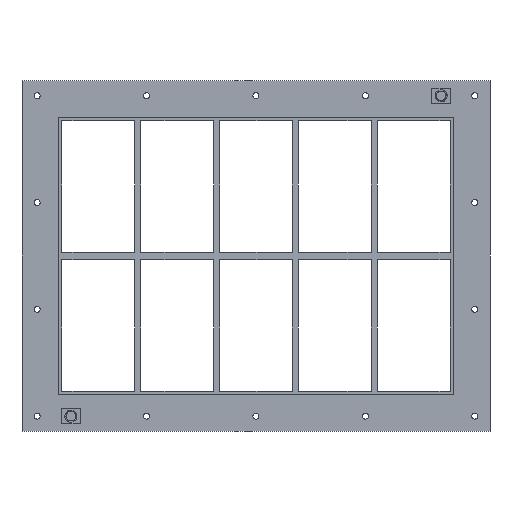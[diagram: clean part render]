
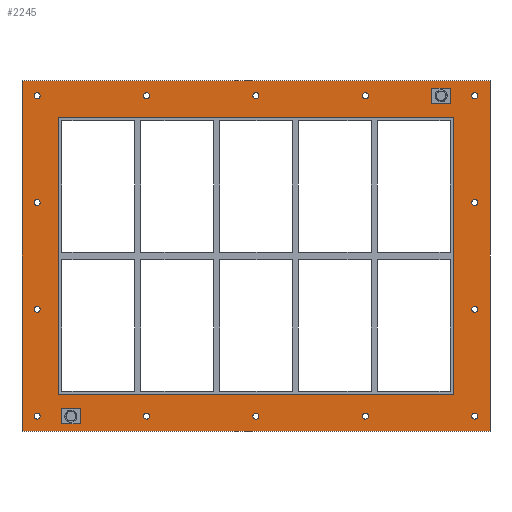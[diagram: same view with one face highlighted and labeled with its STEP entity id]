
A CAD part, front view. The second image highlights one B-rep face of the part: STEP entity #2245.
In plain terms, the highlighted planar face has unit normal (0, -1, 0).
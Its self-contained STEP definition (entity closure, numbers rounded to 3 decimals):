
#84=CARTESIAN_POINT('',(-357.25,0.0,-265.));
#85=VERTEX_POINT('',#84);
#86=CARTESIAN_POINT('',(-362.25,0.0,-265.));
#87=DIRECTION('',(0.0,1.0,0.0));
#88=DIRECTION('',(1.0,0.0,0.0));
#89=AXIS2_PLACEMENT_3D('',#86,#87,#88);
#90=CIRCLE('',#89,5.0);
#91=EDGE_CURVE('',#85,#85,#90,.T.);
#112=CARTESIAN_POINT('',(367.15,0.0,-88.3));
#113=VERTEX_POINT('',#112);
#114=CARTESIAN_POINT('',(362.15,0.0,-88.3));
#115=DIRECTION('',(0.0,1.0,0.0));
#116=DIRECTION('',(1.0,0.0,0.0));
#117=AXIS2_PLACEMENT_3D('',#114,#115,#116);
#118=CIRCLE('',#117,5.0);
#119=EDGE_CURVE('',#113,#113,#118,.T.);
#140=CARTESIAN_POINT('',(-357.25,0.0,-88.3));
#141=VERTEX_POINT('',#140);
#142=CARTESIAN_POINT('',(-362.25,0.0,-88.3));
#143=DIRECTION('',(0.0,1.0,0.0));
#144=DIRECTION('',(1.0,0.0,0.0));
#145=AXIS2_PLACEMENT_3D('',#142,#143,#144);
#146=CIRCLE('',#145,5.0);
#147=EDGE_CURVE('',#141,#141,#146,.T.);
#168=CARTESIAN_POINT('',(367.15,0.0,88.4));
#169=VERTEX_POINT('',#168);
#170=CARTESIAN_POINT('',(362.15,0.0,88.4));
#171=DIRECTION('',(0.0,1.0,0.0));
#172=DIRECTION('',(1.0,0.0,0.0));
#173=AXIS2_PLACEMENT_3D('',#170,#171,#172);
#174=CIRCLE('',#173,5.0);
#175=EDGE_CURVE('',#169,#169,#174,.T.);
#196=CARTESIAN_POINT('',(-357.25,0.0,88.4));
#197=VERTEX_POINT('',#196);
#198=CARTESIAN_POINT('',(-362.25,0.0,88.4));
#199=DIRECTION('',(0.0,1.0,0.0));
#200=DIRECTION('',(1.0,0.0,0.0));
#201=AXIS2_PLACEMENT_3D('',#198,#199,#200);
#202=CIRCLE('',#201,5.0);
#203=EDGE_CURVE('',#197,#197,#202,.T.);
#224=CARTESIAN_POINT('',(-176.15,0.0,265.1));
#225=VERTEX_POINT('',#224);
#226=CARTESIAN_POINT('',(-181.15,0.0,265.1));
#227=DIRECTION('',(0.0,1.0,0.0));
#228=DIRECTION('',(1.0,0.0,0.0));
#229=AXIS2_PLACEMENT_3D('',#226,#227,#228);
#230=CIRCLE('',#229,5.0);
#231=EDGE_CURVE('',#225,#225,#230,.T.);
#252=CARTESIAN_POINT('',(-176.15,0.0,-265.0));
#253=VERTEX_POINT('',#252);
#254=CARTESIAN_POINT('',(-181.15,0.0,-265.0));
#255=DIRECTION('',(0.0,1.0,0.0));
#256=DIRECTION('',(1.0,0.0,0.0));
#257=AXIS2_PLACEMENT_3D('',#254,#255,#256);
#258=CIRCLE('',#257,5.0);
#259=EDGE_CURVE('',#253,#253,#258,.T.);
#280=CARTESIAN_POINT('',(4.95,0.0,265.1));
#281=VERTEX_POINT('',#280);
#282=CARTESIAN_POINT('',(-0.05,0.0,265.1));
#283=DIRECTION('',(0.0,1.0,0.0));
#284=DIRECTION('',(1.0,0.0,0.0));
#285=AXIS2_PLACEMENT_3D('',#282,#283,#284);
#286=CIRCLE('',#285,5.0);
#287=EDGE_CURVE('',#281,#281,#286,.T.);
#308=CARTESIAN_POINT('',(4.95,0.0,-265.0));
#309=VERTEX_POINT('',#308);
#310=CARTESIAN_POINT('',(-0.05,0.0,-265.0));
#311=DIRECTION('',(0.0,1.0,0.0));
#312=DIRECTION('',(1.0,0.0,0.0));
#313=AXIS2_PLACEMENT_3D('',#310,#311,#312);
#314=CIRCLE('',#313,5.0);
#315=EDGE_CURVE('',#309,#309,#314,.T.);
#336=CARTESIAN_POINT('',(186.05,0.0,265.1));
#337=VERTEX_POINT('',#336);
#338=CARTESIAN_POINT('',(181.05,0.0,265.1));
#339=DIRECTION('',(0.0,1.0,0.0));
#340=DIRECTION('',(1.0,0.0,0.0));
#341=AXIS2_PLACEMENT_3D('',#338,#339,#340);
#342=CIRCLE('',#341,5.0);
#343=EDGE_CURVE('',#337,#337,#342,.T.);
#364=CARTESIAN_POINT('',(186.05,0.0,-265.0));
#365=VERTEX_POINT('',#364);
#366=CARTESIAN_POINT('',(181.05,0.0,-265.0));
#367=DIRECTION('',(0.0,1.0,0.0));
#368=DIRECTION('',(1.0,0.0,0.0));
#369=AXIS2_PLACEMENT_3D('',#366,#367,#368);
#370=CIRCLE('',#369,5.0);
#371=EDGE_CURVE('',#365,#365,#370,.T.);
#392=CARTESIAN_POINT('',(367.15,0.0,-265.0));
#393=VERTEX_POINT('',#392);
#394=CARTESIAN_POINT('',(362.15,0.0,-265.0));
#395=DIRECTION('',(0.0,1.0,0.0));
#396=DIRECTION('',(1.0,0.0,0.0));
#397=AXIS2_PLACEMENT_3D('',#394,#395,#396);
#398=CIRCLE('',#397,5.0);
#399=EDGE_CURVE('',#393,#393,#398,.T.);
#420=CARTESIAN_POINT('',(-357.25,0.0,265.1));
#421=VERTEX_POINT('',#420);
#422=CARTESIAN_POINT('',(-362.25,0.0,265.1));
#423=DIRECTION('',(0.0,1.0,0.0));
#424=DIRECTION('',(1.0,0.0,0.0));
#425=AXIS2_PLACEMENT_3D('',#422,#423,#424);
#426=CIRCLE('',#425,5.0);
#427=EDGE_CURVE('',#421,#421,#426,.T.);
#448=CARTESIAN_POINT('',(367.15,0.0,265.1));
#449=VERTEX_POINT('',#448);
#450=CARTESIAN_POINT('',(362.15,0.0,265.1));
#451=DIRECTION('',(0.0,1.0,0.0));
#452=DIRECTION('',(1.0,0.0,0.0));
#453=AXIS2_PLACEMENT_3D('',#450,#451,#452);
#454=CIRCLE('',#453,5.0);
#455=EDGE_CURVE('',#449,#449,#454,.T.);
#2094=CARTESIAN_POINT('',(0.0,0.0,0.0));
#2095=DIRECTION('',(0.0,1.0,0.0));
#2096=DIRECTION('',(0.0,0.0,1.0));
#2097=AXIS2_PLACEMENT_3D('',#2094,#2095,#2096);
#2098=PLANE('',#2097);
#2099=CARTESIAN_POINT('',(-387.25,0.0,290.0));
#2100=VERTEX_POINT('',#2099);
#2101=CARTESIAN_POINT('',(387.25,0.0,290.0));
#2102=VERTEX_POINT('',#2101);
#2103=CARTESIAN_POINT('',(-387.25,0.0,290.0));
#2104=DIRECTION('',(1.0,0.0,0.0));
#2105=VECTOR('',#2104,774.5);
#2106=LINE('',#2103,#2105);
#2107=EDGE_CURVE('',#2100,#2102,#2106,.T.);
#2108=ORIENTED_EDGE('',*,*,#2107,.F.);
#2109=CARTESIAN_POINT('',(-387.25,0.0,-290.0));
#2110=VERTEX_POINT('',#2109);
#2111=CARTESIAN_POINT('',(-387.25,0.0,-290.0));
#2112=DIRECTION('',(0.0,0.0,1.0));
#2113=VECTOR('',#2112,580.0);
#2114=LINE('',#2111,#2113);
#2115=EDGE_CURVE('',#2110,#2100,#2114,.T.);
#2116=ORIENTED_EDGE('',*,*,#2115,.F.);
#2117=CARTESIAN_POINT('',(387.25,0.0,-290.0));
#2118=VERTEX_POINT('',#2117);
#2119=CARTESIAN_POINT('',(387.25,0.0,-290.0));
#2120=DIRECTION('',(-1.0,0.0,0.0));
#2121=VECTOR('',#2120,774.5);
#2122=LINE('',#2119,#2121);
#2123=EDGE_CURVE('',#2118,#2110,#2122,.T.);
#2124=ORIENTED_EDGE('',*,*,#2123,.F.);
#2125=CARTESIAN_POINT('',(387.25,0.0,290.0));
#2126=DIRECTION('',(0.0,0.0,-1.0));
#2127=VECTOR('',#2126,580.0);
#2128=LINE('',#2125,#2127);
#2129=EDGE_CURVE('',#2102,#2118,#2128,.T.);
#2130=ORIENTED_EDGE('',*,*,#2129,.F.);
#2131=EDGE_LOOP('',(#2108,#2116,#2124,#2130));
#2132=FACE_OUTER_BOUND('',#2131,.T.);
#2133=ORIENTED_EDGE('',*,*,#91,.T.);
#2134=EDGE_LOOP('',(#2133));
#2135=FACE_BOUND('',#2134,.T.);
#2136=ORIENTED_EDGE('',*,*,#119,.T.);
#2137=EDGE_LOOP('',(#2136));
#2138=FACE_BOUND('',#2137,.T.);
#2139=ORIENTED_EDGE('',*,*,#147,.T.);
#2140=EDGE_LOOP('',(#2139));
#2141=FACE_BOUND('',#2140,.T.);
#2142=ORIENTED_EDGE('',*,*,#175,.T.);
#2143=EDGE_LOOP('',(#2142));
#2144=FACE_BOUND('',#2143,.T.);
#2145=ORIENTED_EDGE('',*,*,#203,.T.);
#2146=EDGE_LOOP('',(#2145));
#2147=FACE_BOUND('',#2146,.T.);
#2148=ORIENTED_EDGE('',*,*,#231,.T.);
#2149=EDGE_LOOP('',(#2148));
#2150=FACE_BOUND('',#2149,.T.);
#2151=ORIENTED_EDGE('',*,*,#259,.T.);
#2152=EDGE_LOOP('',(#2151));
#2153=FACE_BOUND('',#2152,.T.);
#2154=ORIENTED_EDGE('',*,*,#287,.T.);
#2155=EDGE_LOOP('',(#2154));
#2156=FACE_BOUND('',#2155,.T.);
#2157=ORIENTED_EDGE('',*,*,#315,.T.);
#2158=EDGE_LOOP('',(#2157));
#2159=FACE_BOUND('',#2158,.T.);
#2160=ORIENTED_EDGE('',*,*,#343,.T.);
#2161=EDGE_LOOP('',(#2160));
#2162=FACE_BOUND('',#2161,.T.);
#2163=ORIENTED_EDGE('',*,*,#371,.T.);
#2164=EDGE_LOOP('',(#2163));
#2165=FACE_BOUND('',#2164,.T.);
#2166=ORIENTED_EDGE('',*,*,#399,.T.);
#2167=EDGE_LOOP('',(#2166));
#2168=FACE_BOUND('',#2167,.T.);
#2169=ORIENTED_EDGE('',*,*,#427,.T.);
#2170=EDGE_LOOP('',(#2169));
#2171=FACE_BOUND('',#2170,.T.);
#2172=ORIENTED_EDGE('',*,*,#455,.T.);
#2173=EDGE_LOOP('',(#2172));
#2174=FACE_BOUND('',#2173,.T.);
#2175=CARTESIAN_POINT('',(-325.25,0.0,230.));
#2176=VERTEX_POINT('',#2175);
#2177=CARTESIAN_POINT('',(-327.25,0.0,228.));
#2178=VERTEX_POINT('',#2177);
#2179=CARTESIAN_POINT('',(-325.25,0.0,228.));
#2180=DIRECTION('',(0.0,-1.0,0.0));
#2181=DIRECTION('',(-0.707,0.0,0.707));
#2182=AXIS2_PLACEMENT_3D('',#2179,#2180,#2181);
#2183=CIRCLE('',#2182,2.0);
#2184=EDGE_CURVE('',#2176,#2178,#2183,.T.);
#2185=ORIENTED_EDGE('',*,*,#2184,.F.);
#2186=CARTESIAN_POINT('',(325.25,0.0,230.));
#2187=VERTEX_POINT('',#2186);
#2188=CARTESIAN_POINT('',(325.25,0.0,230.));
#2189=DIRECTION('',(-1.0,0.0,0.0));
#2190=VECTOR('',#2189,650.5);
#2191=LINE('',#2188,#2190);
#2192=EDGE_CURVE('',#2187,#2176,#2191,.T.);
#2193=ORIENTED_EDGE('',*,*,#2192,.F.);
#2194=CARTESIAN_POINT('',(327.25,0.0,228.));
#2195=VERTEX_POINT('',#2194);
#2196=CARTESIAN_POINT('',(325.25,0.0,228.));
#2197=DIRECTION('',(0.0,-1.0,0.0));
#2198=DIRECTION('',(0.707,0.0,0.707));
#2199=AXIS2_PLACEMENT_3D('',#2196,#2197,#2198);
#2200=CIRCLE('',#2199,2.0);
#2201=EDGE_CURVE('',#2195,#2187,#2200,.T.);
#2202=ORIENTED_EDGE('',*,*,#2201,.F.);
#2203=CARTESIAN_POINT('',(327.25,0.0,-228.));
#2204=VERTEX_POINT('',#2203);
#2205=CARTESIAN_POINT('',(327.25,0.0,-228.));
#2206=DIRECTION('',(0.0,0.0,1.0));
#2207=VECTOR('',#2206,456.);
#2208=LINE('',#2205,#2207);
#2209=EDGE_CURVE('',#2204,#2195,#2208,.T.);
#2210=ORIENTED_EDGE('',*,*,#2209,.F.);
#2211=CARTESIAN_POINT('',(325.25,0.0,-230.));
#2212=VERTEX_POINT('',#2211);
#2213=CARTESIAN_POINT('',(325.25,0.0,-228.));
#2214=DIRECTION('',(0.0,-1.0,0.0));
#2215=DIRECTION('',(0.707,0.0,-0.707));
#2216=AXIS2_PLACEMENT_3D('',#2213,#2214,#2215);
#2217=CIRCLE('',#2216,2.0);
#2218=EDGE_CURVE('',#2212,#2204,#2217,.T.);
#2219=ORIENTED_EDGE('',*,*,#2218,.F.);
#2220=CARTESIAN_POINT('',(-325.25,0.0,-230.));
#2221=VERTEX_POINT('',#2220);
#2222=CARTESIAN_POINT('',(-325.25,0.0,-230.));
#2223=DIRECTION('',(1.0,0.0,0.0));
#2224=VECTOR('',#2223,650.5);
#2225=LINE('',#2222,#2224);
#2226=EDGE_CURVE('',#2221,#2212,#2225,.T.);
#2227=ORIENTED_EDGE('',*,*,#2226,.F.);
#2228=CARTESIAN_POINT('',(-327.25,0.0,-228.));
#2229=VERTEX_POINT('',#2228);
#2230=CARTESIAN_POINT('',(-325.25,0.0,-228.));
#2231=DIRECTION('',(0.0,-1.0,0.0));
#2232=DIRECTION('',(-0.707,0.0,-0.707));
#2233=AXIS2_PLACEMENT_3D('',#2230,#2231,#2232);
#2234=CIRCLE('',#2233,2.0);
#2235=EDGE_CURVE('',#2229,#2221,#2234,.T.);
#2236=ORIENTED_EDGE('',*,*,#2235,.F.);
#2237=CARTESIAN_POINT('',(-327.25,0.0,228.));
#2238=DIRECTION('',(0.0,0.0,-1.0));
#2239=VECTOR('',#2238,456.);
#2240=LINE('',#2237,#2239);
#2241=EDGE_CURVE('',#2178,#2229,#2240,.T.);
#2242=ORIENTED_EDGE('',*,*,#2241,.F.);
#2243=EDGE_LOOP('',(#2185,#2193,#2202,#2210,#2219,#2227,#2236,#2242));
#2244=FACE_BOUND('',#2243,.T.);
#2245=ADVANCED_FACE('',(#2132,#2135,#2138,#2141,#2144,#2147,#2150,#2153,#2156,#2159,#2162,#2165,#2168,#2171,#2174,#2244),#2098,.F.);
